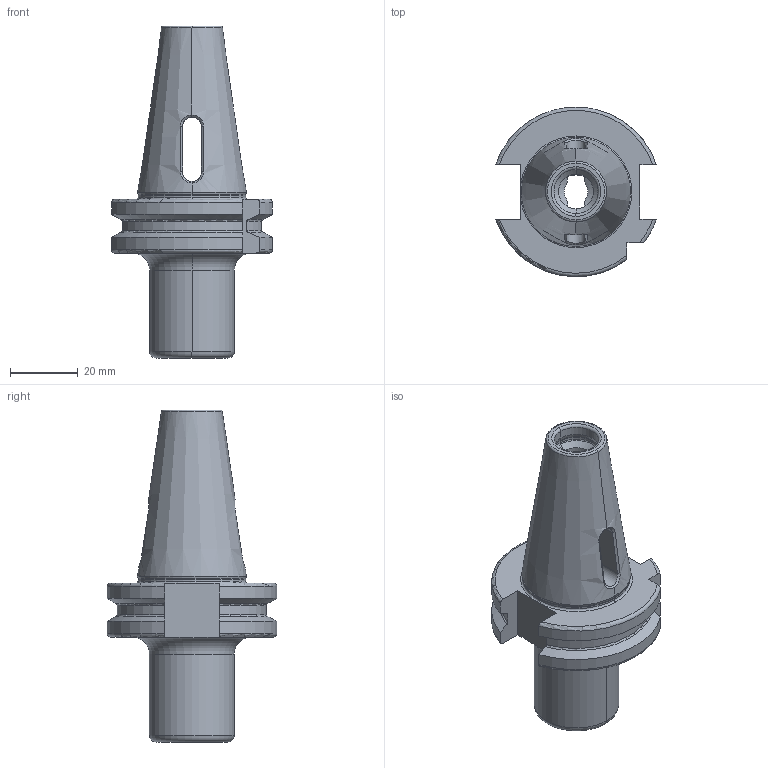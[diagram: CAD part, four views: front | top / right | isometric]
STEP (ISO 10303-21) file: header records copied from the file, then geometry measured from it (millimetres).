
FILE_DESCRIPTION((''),'2;1');
FILE_NAME('302_07_01','2020-09-25T',('104091'),(''),'CREO PARAMETRIC BY PTC INC, 2016260','CREO PARAMETRIC BY PTC INC, 2016260','');
FILE_SCHEMA(('CONFIG_CONTROL_DESIGN'));
Length unit declared in the file: millimetre
Products named in the file (1): 302_07_01
Bounding box: 47.34 x 49.9 x 97.8 mm (x, y, z)
Volume: 56481.4 mm3; surface area: 15797.2 mm2
Topology: 1 solids, 1 shells, 117 faces, 305 edges, 187 vertices
Faces by surface type: torus 34, cylinder 29, cone 22, plane 20, bspline 12
Entity records: 4588 total; most frequent: CARTESIAN_POINT 1781, ORIENTED_EDGE 606, DIRECTION 555, EDGE_CURVE 303, AXIS2_PLACEMENT_3D 226, VERTEX_POINT 187, EDGE_LOOP 122, CIRCLE 118
